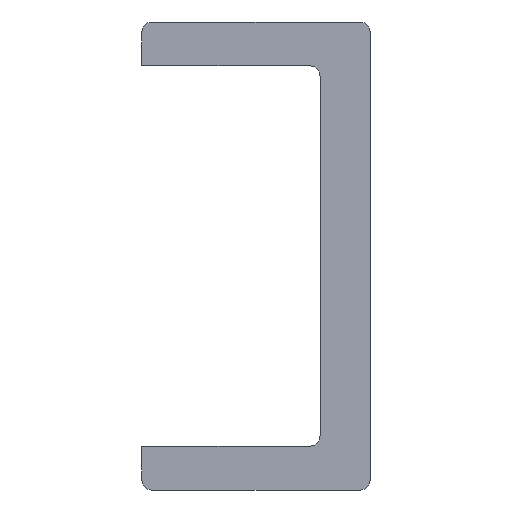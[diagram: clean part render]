
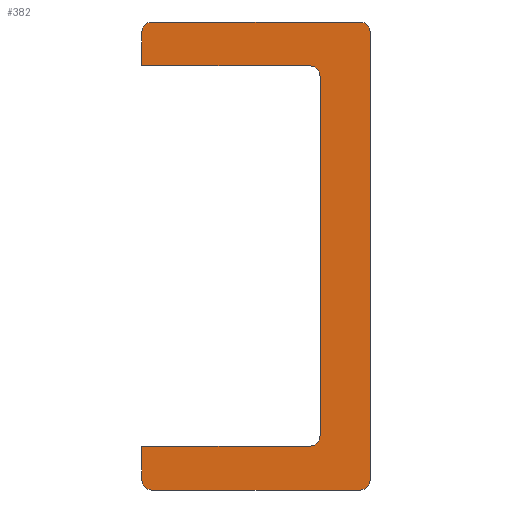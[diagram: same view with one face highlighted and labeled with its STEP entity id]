
A CAD part, front view. The second image highlights one B-rep face of the part: STEP entity #382.
In plain terms, the highlighted planar face has unit normal (0, -1, 0).
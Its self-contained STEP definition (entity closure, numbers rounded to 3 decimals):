
#382 = ADVANCED_FACE( '', ( #940 ), #941, .F. );
#940 = FACE_OUTER_BOUND( '', #1499, .T. );
#941 = PLANE( '', #1500 );
#1499 = EDGE_LOOP( '', ( #2335, #2336, #2337, #2338, #2339, #2340, #2341, #2342, #2343, #2344, #2345, #2346, #2347, #2348 ) );
#1500 = AXIS2_PLACEMENT_3D( '', #2349, #2350, #2351 );
#2335 = ORIENTED_EDGE( '', *, *, #2677, .F. );
#2336 = ORIENTED_EDGE( '', *, *, #2602, .T. );
#2337 = ORIENTED_EDGE( '', *, *, #2618, .F. );
#2338 = ORIENTED_EDGE( '', *, *, #2499, .T. );
#2339 = ORIENTED_EDGE( '', *, *, #2615, .F. );
#2340 = ORIENTED_EDGE( '', *, *, #2502, .F. );
#2341 = ORIENTED_EDGE( '', *, *, #2691, .F. );
#2342 = ORIENTED_EDGE( '', *, *, #2564, .F. );
#2343 = ORIENTED_EDGE( '', *, *, #2681, .F. );
#2344 = ORIENTED_EDGE( '', *, *, #2685, .F. );
#2345 = ORIENTED_EDGE( '', *, *, #2693, .F. );
#2346 = ORIENTED_EDGE( '', *, *, #2694, .T. );
#2347 = ORIENTED_EDGE( '', *, *, #2401, .F. );
#2348 = ORIENTED_EDGE( '', *, *, #2651, .T. );
#2349 = CARTESIAN_POINT( '', ( -10.5, 0., 21.5 ) );
#2350 = DIRECTION( '', ( 0., 1., 0. ) );
#2351 = DIRECTION( '', ( 0., 0., 1. ) );
#2401 = EDGE_CURVE( '', #2716, #2718, #2719, .T. );
#2499 = EDGE_CURVE( '', #2881, #2879, #2882, .F. );
#2502 = EDGE_CURVE( '', #2885, #2886, #2887, .T. );
#2564 = EDGE_CURVE( '', #2993, #2994, #2995, .T. );
#2602 = EDGE_CURVE( '', #3051, #3049, #3052, .F. );
#2615 = EDGE_CURVE( '', #2886, #2879, #3070, .T. );
#2618 = EDGE_CURVE( '', #2881, #3049, #3073, .T. );
#2651 = EDGE_CURVE( '', #2716, #3118, #3120, .F. );
#2677 = EDGE_CURVE( '', #3051, #3118, #3156, .T. );
#2681 = EDGE_CURVE( '', #3160, #2993, #3161, .T. );
#2685 = EDGE_CURVE( '', #3165, #3160, #3166, .T. );
#2691 = EDGE_CURVE( '', #2994, #2885, #3172, .T. );
#2693 = EDGE_CURVE( '', #3174, #3165, #3175, .T. );
#2694 = EDGE_CURVE( '', #3174, #2718, #3176, .F. );
#2716 = VERTEX_POINT( '', #3199 );
#2718 = VERTEX_POINT( '', #3202 );
#2719 = LINE( '', #3203, #3204 );
#2879 = VERTEX_POINT( '', #3372 );
#2881 = VERTEX_POINT( '', #3375 );
#2882 = CIRCLE( '', #3376, 0.9 );
#2885 = VERTEX_POINT( '', #3380 );
#2886 = VERTEX_POINT( '', #3381 );
#2887 = LINE( '', #3382, #3383 );
#2993 = VERTEX_POINT( '', #3491 );
#2994 = VERTEX_POINT( '', #3492 );
#2995 = LINE( '', #3493, #3494 );
#3049 = VERTEX_POINT( '', #3550 );
#3051 = VERTEX_POINT( '', #3553 );
#3052 = CIRCLE( '', #3554, 0.9 );
#3070 = LINE( '', #3573, #3574 );
#3073 = LINE( '', #3577, #3578 );
#3118 = VERTEX_POINT( '', #3623 );
#3120 = CIRCLE( '', #3626, 0.9 );
#3156 = LINE( '', #3662, #3663 );
#3160 = VERTEX_POINT( '', #3667 );
#3161 = CIRCLE( '', #3668, 1. );
#3165 = VERTEX_POINT( '', #3673 );
#3166 = LINE( '', #3674, #3675 );
#3172 = CIRCLE( '', #3682, 1. );
#3174 = VERTEX_POINT( '', #3684 );
#3175 = LINE( '', #3685, #3686 );
#3176 = CIRCLE( '', #3687, 0.9 );
#3199 = CARTESIAN_POINT( '', ( 9.6, 0., -21.5 ) );
#3202 = CARTESIAN_POINT( '', ( -9.6, 0., -21.5 ) );
#3203 = CARTESIAN_POINT( '', ( 10.5, 0., -21.5 ) );
#3204 = VECTOR( '', #3710, 1000. );
#3372 = CARTESIAN_POINT( '', ( -10.5, 0., 20.6 ) );
#3375 = CARTESIAN_POINT( '', ( -9.6, 0., 21.5 ) );
#3376 = AXIS2_PLACEMENT_3D( '', #3891, #3892, #3893 );
#3380 = CARTESIAN_POINT( '', ( 4.9, 0., 17.5 ) );
#3381 = CARTESIAN_POINT( '', ( -10.5, 0., 17.5 ) );
#3382 = CARTESIAN_POINT( '', ( 4.9, 0., 17.5 ) );
#3383 = VECTOR( '', #3895, 1000. );
#3491 = CARTESIAN_POINT( '', ( 5.9, 0., -16.5 ) );
#3492 = CARTESIAN_POINT( '', ( 5.9, 0., 16.5 ) );
#3493 = CARTESIAN_POINT( '', ( 5.9, 0., 16.5 ) );
#3494 = VECTOR( '', #4030, 1000. );
#3550 = CARTESIAN_POINT( '', ( 9.6, 0., 21.5 ) );
#3553 = CARTESIAN_POINT( '', ( 10.5, 0., 20.6 ) );
#3554 = AXIS2_PLACEMENT_3D( '', #4085, #4086, #4087 );
#3573 = CARTESIAN_POINT( '', ( -10.5, 0., -21.5 ) );
#3574 = VECTOR( '', #4104, 1000. );
#3577 = CARTESIAN_POINT( '', ( -10.5, 0., 21.5 ) );
#3578 = VECTOR( '', #4105, 1000. );
#3623 = CARTESIAN_POINT( '', ( 10.5, 0., -20.6 ) );
#3626 = AXIS2_PLACEMENT_3D( '', #4146, #4147, #4148 );
#3662 = CARTESIAN_POINT( '', ( 10.5, 0., 21.5 ) );
#3663 = VECTOR( '', #4179, 1000. );
#3667 = CARTESIAN_POINT( '', ( 4.9, 0., -17.5 ) );
#3668 = AXIS2_PLACEMENT_3D( '', #4180, #4181, #4182 );
#3673 = CARTESIAN_POINT( '', ( -10.5, 0., -17.5 ) );
#3674 = CARTESIAN_POINT( '', ( 4.9, 0., -17.5 ) );
#3675 = VECTOR( '', #4184, 1000. );
#3682 = AXIS2_PLACEMENT_3D( '', #4186, #4187, #4188 );
#3684 = CARTESIAN_POINT( '', ( -10.5, 0., -20.6 ) );
#3685 = CARTESIAN_POINT( '', ( -10.5, 0., -21.5 ) );
#3686 = VECTOR( '', #4189, 1000. );
#3687 = AXIS2_PLACEMENT_3D( '', #4190, #4191, #4192 );
#3710 = DIRECTION( '', ( -1., 0., 0. ) );
#3891 = CARTESIAN_POINT( '', ( -9.6, 0., 20.6 ) );
#3892 = DIRECTION( '', ( 0., 1., 0. ) );
#3893 = DIRECTION( '', ( 0., 0., 1. ) );
#3895 = DIRECTION( '', ( -1., 0., 0. ) );
#4030 = DIRECTION( '', ( 0., 0., 1. ) );
#4085 = CARTESIAN_POINT( '', ( 9.6, 0., 20.6 ) );
#4086 = DIRECTION( '', ( 0., 1., 0. ) );
#4087 = DIRECTION( '', ( 0., 0., 1. ) );
#4104 = DIRECTION( '', ( 0., 0., 1. ) );
#4105 = DIRECTION( '', ( 1., 0., 0. ) );
#4146 = CARTESIAN_POINT( '', ( 9.6, 0., -20.6 ) );
#4147 = DIRECTION( '', ( 0., 1., 0. ) );
#4148 = DIRECTION( '', ( 0., 0., 1. ) );
#4179 = DIRECTION( '', ( 0., 0., -1. ) );
#4180 = CARTESIAN_POINT( '', ( 4.9, 0., -16.5 ) );
#4181 = DIRECTION( '', ( 0., -1., 0. ) );
#4182 = DIRECTION( '', ( -1., 0., 0. ) );
#4184 = DIRECTION( '', ( 1., 0., 0. ) );
#4186 = CARTESIAN_POINT( '', ( 4.9, 0., 16.5 ) );
#4187 = DIRECTION( '', ( 0., -1., 0. ) );
#4188 = DIRECTION( '', ( -1., 0., 0. ) );
#4189 = DIRECTION( '', ( 0., 0., 1. ) );
#4190 = CARTESIAN_POINT( '', ( -9.6, 0., -20.6 ) );
#4191 = DIRECTION( '', ( 0., 1., 0. ) );
#4192 = DIRECTION( '', ( 0., 0., 1. ) );
